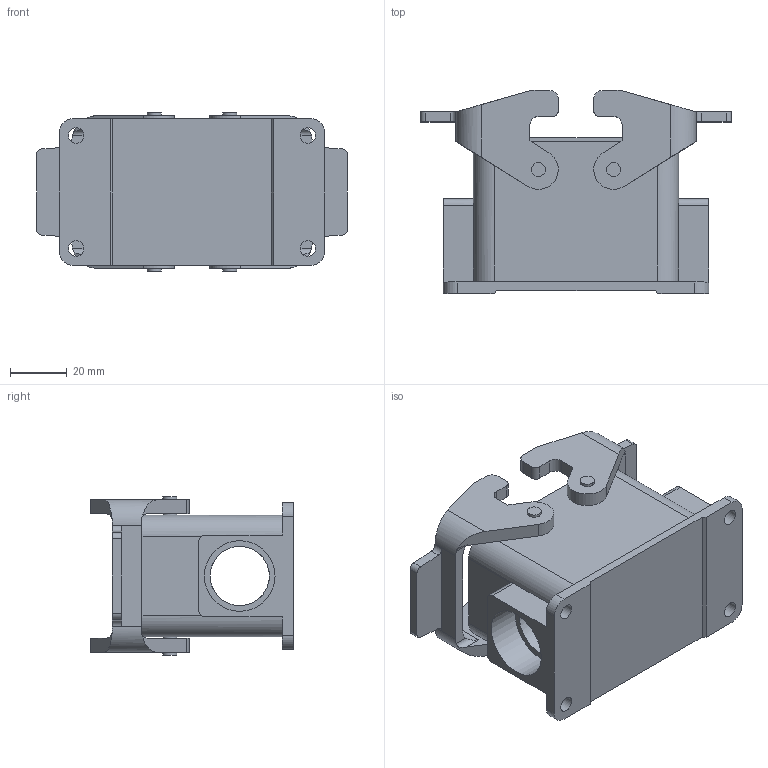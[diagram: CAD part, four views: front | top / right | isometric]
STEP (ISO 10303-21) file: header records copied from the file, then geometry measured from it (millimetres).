
FILE_DESCRIPTION(/* description */ (''),/* implementation_level */ '2;1');
FILE_NAME(/* name */ '100198253ugm000_b.stp',/* time_stamp */ '2017-11-06T09:42:56+01:00',/* author */ (''),/* organization */ (''),/* preprocessor_version */ 'ST-DEVELOPER v16',/* originating_system */ 'SIEMENS PLM Software NX 10.0',/* authorisation */ '');
FILE_SCHEMA (('AUTOMOTIVE_DESIGN { 1 0 10303 214 3 1 1 1 }'));
Length unit declared in the file: millimetre
Products named in the file (1): 100198253ugm000_b
Bounding box: 110 x 71.8 x 56 mm (x, y, z)
Volume: 88993.5 mm3; surface area: 47186.9 mm2
Topology: 1 solids, 1 shells, 338 faces, 912 edges, 612 vertices
Faces by surface type: plane 224, cylinder 105, bspline 9
Full cylindrical faces by diameter (mm): 0.603 x1, 0.789 x1, 3 x4, 5 x8, 5.5 x4, 21 x2, 25 x2
Entity records: 13054 total; most frequent: CARTESIAN_POINT 2896, ORIENTED_EDGE 1780, DIRECTION 1646, EDGE_CURVE 890, LINE 622, VECTOR 622, VERTEX_POINT 608, AXIS2_PLACEMENT_3D 512
